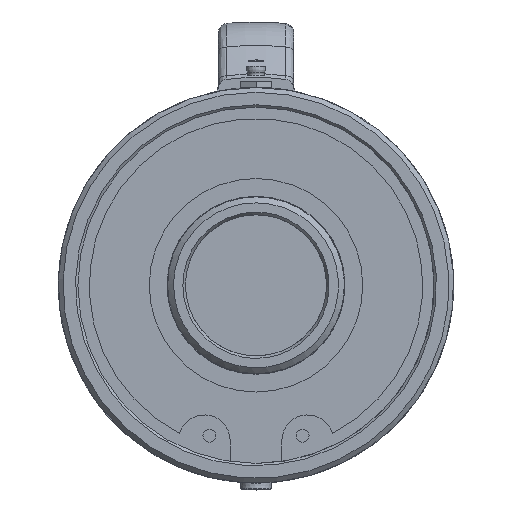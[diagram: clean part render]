
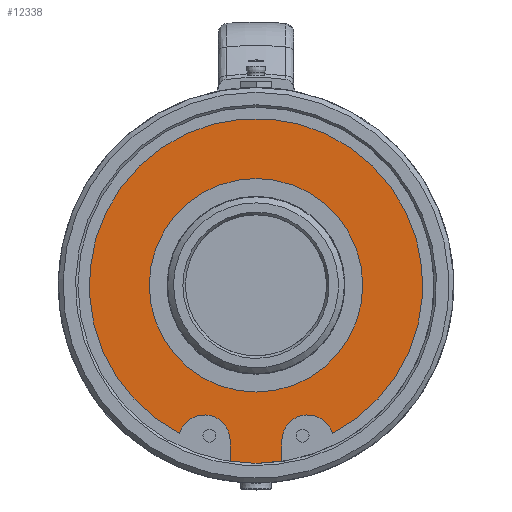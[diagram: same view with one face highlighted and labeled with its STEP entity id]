
A CAD part, left-side view. The second image highlights one B-rep face of the part: STEP entity #12338.
In plain terms, the highlighted planar face has unit normal (-1, 0, 0).
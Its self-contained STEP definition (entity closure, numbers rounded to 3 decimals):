
#230=FACE_BOUND('',#4268,.T.);
#231=FACE_BOUND('',#4269,.T.);
#703=LINE('',#27237,#1364);
#704=LINE('',#27245,#1365);
#1364=VECTOR('',#15322,10.);
#1365=VECTOR('',#15329,10.);
#2474=CIRCLE('',#13209,63.105);
#2475=CIRCLE('',#13210,63.105);
#2476=CIRCLE('',#13211,1.744);
#2477=CIRCLE('',#13212,8.722);
#2478=CIRCLE('',#13213,56.248);
#2479=CIRCLE('',#13214,8.722);
#2480=CIRCLE('',#13215,1.744);
#2481=CIRCLE('',#13216,61.786);
#2482=CIRCLE('',#13217,34.75);
#2483=CIRCLE('',#13218,34.75);
#3003=PLANE('',#13208);
#3524=FACE_OUTER_BOUND('',#4267,.T.);
#4267=EDGE_LOOP('',(#10217,#10218));
#4268=EDGE_LOOP('',(#10219,#10220,#10221,#10222,#10223,#10224,#10225,#10226));
#4269=EDGE_LOOP('',(#10227,#10228));
#5825=VERTEX_POINT('',#27229);
#5826=VERTEX_POINT('',#27230);
#5827=VERTEX_POINT('',#27233);
#5828=VERTEX_POINT('',#27234);
#5829=VERTEX_POINT('',#27236);
#5830=VERTEX_POINT('',#27238);
#5831=VERTEX_POINT('',#27240);
#5832=VERTEX_POINT('',#27242);
#5833=VERTEX_POINT('',#27244);
#5834=VERTEX_POINT('',#27246);
#5835=VERTEX_POINT('',#27249);
#5836=VERTEX_POINT('',#27250);
#7385=EDGE_CURVE('',#5825,#5826,#2474,.T.);
#7386=EDGE_CURVE('',#5826,#5825,#2475,.T.);
#7387=EDGE_CURVE('',#5827,#5828,#2476,.T.);
#7388=EDGE_CURVE('',#5827,#5829,#703,.T.);
#7389=EDGE_CURVE('',#5829,#5830,#2477,.T.);
#7390=EDGE_CURVE('',#5830,#5831,#2478,.T.);
#7391=EDGE_CURVE('',#5831,#5832,#2479,.T.);
#7392=EDGE_CURVE('',#5832,#5833,#704,.T.);
#7393=EDGE_CURVE('',#5834,#5833,#2480,.T.);
#7394=EDGE_CURVE('',#5834,#5828,#2481,.T.);
#7395=EDGE_CURVE('',#5835,#5836,#2482,.T.);
#7396=EDGE_CURVE('',#5836,#5835,#2483,.T.);
#10217=ORIENTED_EDGE('',*,*,#7385,.F.);
#10218=ORIENTED_EDGE('',*,*,#7386,.F.);
#10219=ORIENTED_EDGE('',*,*,#7387,.F.);
#10220=ORIENTED_EDGE('',*,*,#7388,.T.);
#10221=ORIENTED_EDGE('',*,*,#7389,.T.);
#10222=ORIENTED_EDGE('',*,*,#7390,.T.);
#10223=ORIENTED_EDGE('',*,*,#7391,.T.);
#10224=ORIENTED_EDGE('',*,*,#7392,.T.);
#10225=ORIENTED_EDGE('',*,*,#7393,.F.);
#10226=ORIENTED_EDGE('',*,*,#7394,.T.);
#10227=ORIENTED_EDGE('',*,*,#7395,.F.);
#10228=ORIENTED_EDGE('',*,*,#7396,.F.);
#12338=ADVANCED_FACE('',(#3524,#230,#231),#3003,.T.);
#13208=AXIS2_PLACEMENT_3D('',#27228,#15314,#15315);
#13209=AXIS2_PLACEMENT_3D('',#27231,#15316,#15317);
#13210=AXIS2_PLACEMENT_3D('',#27232,#15318,#15319);
#13211=AXIS2_PLACEMENT_3D('',#27235,#15320,#15321);
#13212=AXIS2_PLACEMENT_3D('',#27239,#15323,#15324);
#13213=AXIS2_PLACEMENT_3D('',#27241,#15325,#15326);
#13214=AXIS2_PLACEMENT_3D('',#27243,#15327,#15328);
#13215=AXIS2_PLACEMENT_3D('',#27247,#15330,#15331);
#13216=AXIS2_PLACEMENT_3D('',#27248,#15332,#15333);
#13217=AXIS2_PLACEMENT_3D('',#27251,#15334,#15335);
#13218=AXIS2_PLACEMENT_3D('',#27252,#15336,#15337);
#15314=DIRECTION('center_axis',(-1.,0.,0.));
#15315=DIRECTION('ref_axis',(0.,0.,1.));
#15316=DIRECTION('center_axis',(1.,0.,0.));
#15317=DIRECTION('ref_axis',(0.,-0.581,-0.814));
#15318=DIRECTION('center_axis',(1.,0.,0.));
#15319=DIRECTION('ref_axis',(0.,-0.581,-0.814));
#15320=DIRECTION('center_axis',(-1.,0.,0.));
#15321=DIRECTION('ref_axis',(0.,-0.174,-0.985));
#15322=DIRECTION('',(0.,0.,1.));
#15323=DIRECTION('center_axis',(1.,0.,0.));
#15324=DIRECTION('ref_axis',(0.,-0.959,0.283));
#15325=DIRECTION('center_axis',(-1.,0.,0.));
#15326=DIRECTION('ref_axis',(0.,0.459,-0.889));
#15327=DIRECTION('center_axis',(1.,0.,0.));
#15328=DIRECTION('ref_axis',(0.,-1.,0.));
#15329=DIRECTION('',(0.,0.,-1.));
#15330=DIRECTION('center_axis',(-1.,0.,0.));
#15331=DIRECTION('ref_axis',(0.,-1.,0.));
#15332=DIRECTION('center_axis',(1.,0.,0.));
#15333=DIRECTION('ref_axis',(0.,-0.174,-0.985));
#15334=DIRECTION('center_axis',(-1.,0.,0.));
#15335=DIRECTION('ref_axis',(0.,1.,0.));
#15336=DIRECTION('center_axis',(-1.,0.,0.));
#15337=DIRECTION('ref_axis',(0.,1.,0.));
#27228=CARTESIAN_POINT('Origin',(73.2,-63.115,0.));
#27229=CARTESIAN_POINT('',(73.2,0.,-63.105));
#27230=CARTESIAN_POINT('',(73.2,0.,63.105));
#27231=CARTESIAN_POINT('Origin',(73.2,0.,0.));
#27232=CARTESIAN_POINT('Origin',(73.2,0.,0.));
#27233=CARTESIAN_POINT('',(73.2,-8.722,-59.122));
#27234=CARTESIAN_POINT('',(73.2,-10.771,-60.839));
#27235=CARTESIAN_POINT('Origin',(73.2,-10.467,-59.122));
#27236=CARTESIAN_POINT('',(73.2,-8.722,-52.444));
#27237=CARTESIAN_POINT('',(73.2,-8.722,-59.122));
#27238=CARTESIAN_POINT('',(73.2,-25.811,-49.977));
#27239=CARTESIAN_POINT('Origin',(73.2,-17.445,-52.444));
#27240=CARTESIAN_POINT('',(73.2,25.811,-49.977));
#27241=CARTESIAN_POINT('Origin',(73.2,0.,0.));
#27242=CARTESIAN_POINT('',(73.2,8.722,-52.444));
#27243=CARTESIAN_POINT('Origin',(73.2,17.445,-52.444));
#27244=CARTESIAN_POINT('',(73.2,8.722,-59.122));
#27245=CARTESIAN_POINT('',(73.2,8.722,-52.444));
#27246=CARTESIAN_POINT('',(73.2,10.771,-60.839));
#27247=CARTESIAN_POINT('Origin',(73.2,10.467,-59.122));
#27248=CARTESIAN_POINT('Origin',(73.2,0.,0.));
#27249=CARTESIAN_POINT('',(73.2,0.,34.75));
#27250=CARTESIAN_POINT('',(73.2,-34.75,0.));
#27251=CARTESIAN_POINT('Origin',(73.2,0.,0.));
#27252=CARTESIAN_POINT('Origin',(73.2,0.,0.));
